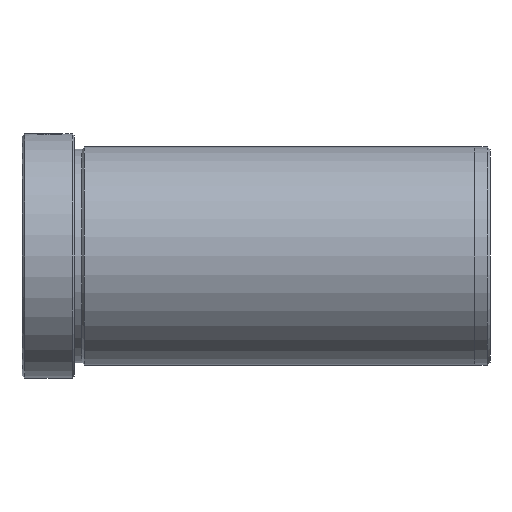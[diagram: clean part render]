
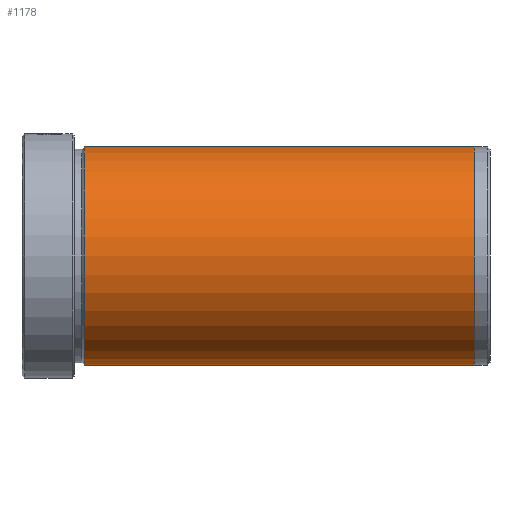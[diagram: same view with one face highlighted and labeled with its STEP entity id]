
A CAD part, left-side view. The second image highlights one B-rep face of the part: STEP entity #1178.
In plain terms, the highlighted cylindrical face has radius 21 mm (diameter 42 mm), a partial arc.
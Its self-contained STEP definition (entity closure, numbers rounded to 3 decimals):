
#117 = CARTESIAN_POINT ( 'NONE',  ( 0., -87., -21. ) ) ;
#128 = DIRECTION ( 'NONE',  ( 0., 1., 0. ) ) ;
#317 = ORIENTED_EDGE ( 'NONE', *, *, #819, .F. ) ;
#486 = CARTESIAN_POINT ( 'NONE',  ( 0., 0., 0. ) ) ;
#532 = AXIS2_PLACEMENT_3D ( 'NONE', #486, #1066, #630 ) ;
#539 = DIRECTION ( 'NONE',  ( 0., 1., 0. ) ) ;
#630 = DIRECTION ( 'NONE',  ( 0., 0., 1. ) ) ;
#676 = VECTOR ( 'NONE', #1408, 1000. ) ;
#683 = EDGE_CURVE ( 'NONE', #1047, #1541, #1453, .T. ) ;
#695 = EDGE_CURVE ( 'NONE', #1764, #1117, #1748, .T. ) ;
#716 = DIRECTION ( 'NONE',  ( 0., -1., 0. ) ) ;
#807 = EDGE_CURVE ( 'NONE', #1764, #1047, #840, .T. ) ;
#819 = EDGE_CURVE ( 'NONE', #1541, #1117, #1594, .T. ) ;
#840 = CIRCLE ( 'NONE', #1392, 21. ) ;
#841 = CARTESIAN_POINT ( 'NONE',  ( 0., -87., 21. ) ) ;
#1015 = CARTESIAN_POINT ( 'NONE',  ( 0., -12., 0. ) ) ;
#1047 = VERTEX_POINT ( 'NONE', #117 ) ;
#1066 = DIRECTION ( 'NONE',  ( 0., 1., 0. ) ) ;
#1117 = VERTEX_POINT ( 'NONE', #1173 ) ;
#1154 = CYLINDRICAL_SURFACE ( 'NONE', #532, 21. ) ;
#1159 = DIRECTION ( 'NONE',  ( 0., 0., 1. ) ) ;
#1173 = CARTESIAN_POINT ( 'NONE',  ( 0., -12., 21. ) ) ;
#1178 = ADVANCED_FACE ( 'NONE', ( #1571 ), #1154, .T. ) ;
#1265 = ORIENTED_EDGE ( 'NONE', *, *, #807, .F. ) ;
#1392 = AXIS2_PLACEMENT_3D ( 'NONE', #1574, #716, #1703 ) ;
#1408 = DIRECTION ( 'NONE',  ( 0., 1., 0. ) ) ;
#1409 = VECTOR ( 'NONE', #539, 1000. ) ;
#1447 = EDGE_LOOP ( 'NONE', ( #1844, #1265, #1478, #317 ) ) ;
#1453 = LINE ( 'NONE', #1667, #676 ) ;
#1478 = ORIENTED_EDGE ( 'NONE', *, *, #695, .T. ) ;
#1484 = AXIS2_PLACEMENT_3D ( 'NONE', #1015, #128, #1159 ) ;
#1487 = CARTESIAN_POINT ( 'NONE',  ( 0., -12., -21. ) ) ;
#1541 = VERTEX_POINT ( 'NONE', #1487 ) ;
#1571 = FACE_OUTER_BOUND ( 'NONE', #1447, .T. ) ;
#1574 = CARTESIAN_POINT ( 'NONE',  ( 0., -87., 0. ) ) ;
#1594 = CIRCLE ( 'NONE', #1484, 21. ) ;
#1667 = CARTESIAN_POINT ( 'NONE',  ( 0., 0., -21. ) ) ;
#1703 = DIRECTION ( 'NONE',  ( 0., 0., -1. ) ) ;
#1748 = LINE ( 'NONE', #1799, #1409 ) ;
#1764 = VERTEX_POINT ( 'NONE', #841 ) ;
#1799 = CARTESIAN_POINT ( 'NONE',  ( 0., 0., 21. ) ) ;
#1844 = ORIENTED_EDGE ( 'NONE', *, *, #683, .F. ) ;
